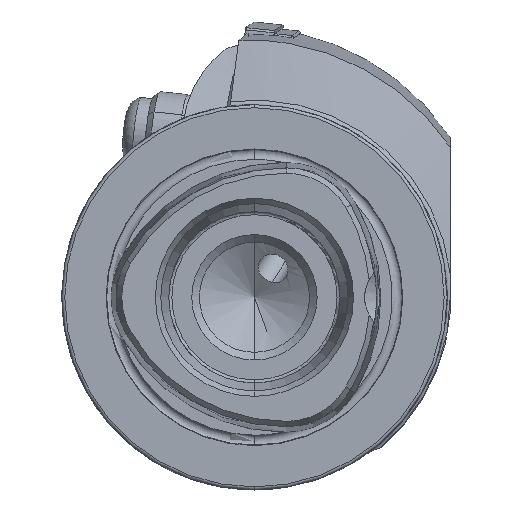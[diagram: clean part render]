
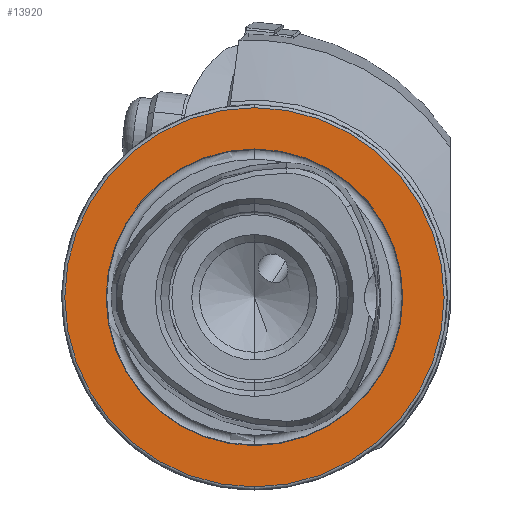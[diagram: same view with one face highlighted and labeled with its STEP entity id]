
A CAD part, left-side view. The second image highlights one B-rep face of the part: STEP entity #13920.
In plain terms, the highlighted planar face has unit normal (-1, 0, 0).
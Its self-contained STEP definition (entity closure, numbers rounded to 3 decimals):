
#320 = CARTESIAN_POINT ( 'NONE',  ( 0., 0., 24.25 ) ) ;
#321 = CARTESIAN_POINT ( 'NONE',  ( 0., 0., 31. ) ) ;
#332 = CARTESIAN_POINT ( 'NONE',  ( 0., 0., -24.25 ) ) ;
#334 = CARTESIAN_POINT ( 'NONE',  ( 0., 0., -31. ) ) ;
#1419 = EDGE_CURVE ( 'NONE', #3144, #3145, #14209, .T. ) ;
#1423 = EDGE_CURVE ( 'NONE', #3147, #3148, #14216, .T. ) ;
#1936 = EDGE_CURVE ( 'NONE', #3145, #3144, #6262, .T. ) ;
#1937 = EDGE_CURVE ( 'NONE', #3148, #3147, #6261, .T. ) ;
#3144 = VERTEX_POINT ( 'NONE', #332 ) ;
#3145 = VERTEX_POINT ( 'NONE', #320 ) ;
#3147 = VERTEX_POINT ( 'NONE', #321 ) ;
#3148 = VERTEX_POINT ( 'NONE', #334 ) ;
#5153 = ORIENTED_EDGE ( 'NONE', *, *, #1936, .F. ) ;
#5154 = ORIENTED_EDGE ( 'NONE', *, *, #1419, .F. ) ;
#5155 = ORIENTED_EDGE ( 'NONE', *, *, #1423, .T. ) ;
#5160 = ORIENTED_EDGE ( 'NONE', *, *, #1937, .T. ) ;
#5378 = AXIS2_PLACEMENT_3D ( 'NONE', #13447, #13452, #13453 ) ;
#6261 = CIRCLE ( 'NONE', #10884, 31. ) ;
#6262 = CIRCLE ( 'NONE', #10883, 24.25 ) ;
#7192 = EDGE_LOOP ( 'NONE', ( #5155, #5160 ) ) ;
#7193 = EDGE_LOOP ( 'NONE', ( #5153, #5154 ) ) ;
#10622 = AXIS2_PLACEMENT_3D ( 'NONE', #12339, #12340, #12341 ) ;
#10625 = AXIS2_PLACEMENT_3D ( 'NONE', #12174, #12175, #12176 ) ;
#10883 = AXIS2_PLACEMENT_3D ( 'NONE', #11681, #11682, #11683 ) ;
#10884 = AXIS2_PLACEMENT_3D ( 'NONE', #11684, #11685, #11686 ) ;
#11681 = CARTESIAN_POINT ( 'NONE',  ( 0., 0., 0. ) ) ;
#11682 = DIRECTION ( 'NONE',  ( -1., 0., 0. ) ) ;
#11683 = DIRECTION ( 'NONE',  ( 0., 0., 1. ) ) ;
#11684 = CARTESIAN_POINT ( 'NONE',  ( 0., 0., 0. ) ) ;
#11685 = DIRECTION ( 'NONE',  ( -1., 0., 0. ) ) ;
#11686 = DIRECTION ( 'NONE',  ( 0., 0., 1. ) ) ;
#12174 = CARTESIAN_POINT ( 'NONE',  ( 0., 0., 0. ) ) ;
#12175 = DIRECTION ( 'NONE',  ( -1., 0., 0. ) ) ;
#12176 = DIRECTION ( 'NONE',  ( 0., 0., 1. ) ) ;
#12339 = CARTESIAN_POINT ( 'NONE',  ( 0., 0., 0. ) ) ;
#12340 = DIRECTION ( 'NONE',  ( -1., 0., 0. ) ) ;
#12341 = DIRECTION ( 'NONE',  ( 0., 0., 1. ) ) ;
#12652 = FACE_OUTER_BOUND ( 'NONE', #7192, .T. ) ;
#12653 = FACE_BOUND ( 'NONE', #7193, .T. ) ;
#13447 = CARTESIAN_POINT ( 'NONE',  ( 0., 24.25, 0. ) ) ;
#13450 = PLANE ( 'NONE',  #5378 ) ;
#13452 = DIRECTION ( 'NONE',  ( 1., 0., 0. ) ) ;
#13453 = DIRECTION ( 'NONE',  ( 0., 0., -1. ) ) ;
#13920 = ADVANCED_FACE ( 'NONE', ( #12653, #12652 ), #13450, .F. ) ;
#14209 = CIRCLE ( 'NONE', #10622, 24.25 ) ;
#14216 = CIRCLE ( 'NONE', #10625, 31. ) ;
